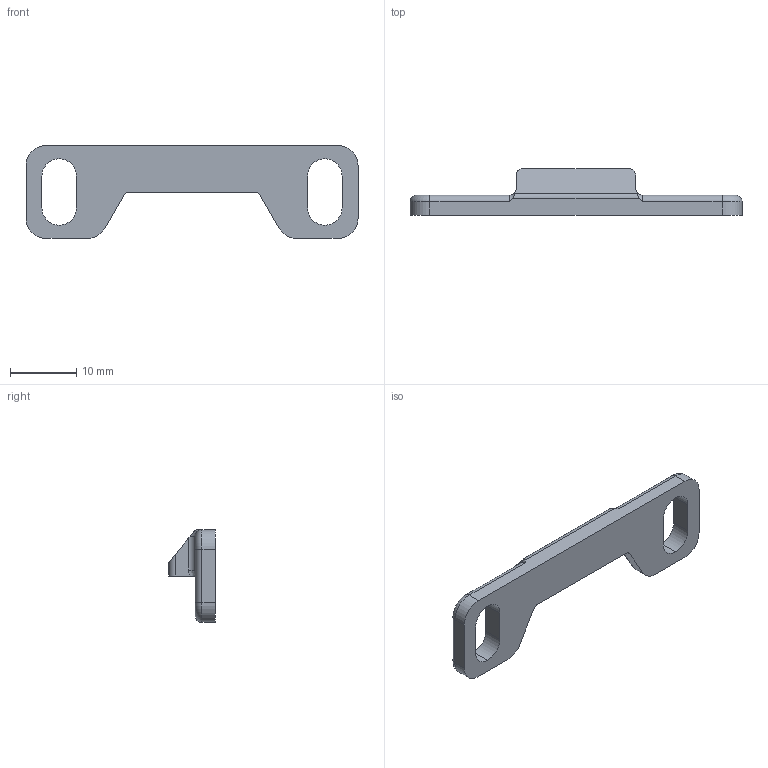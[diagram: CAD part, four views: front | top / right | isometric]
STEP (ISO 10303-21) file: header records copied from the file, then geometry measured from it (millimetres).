
FILE_DESCRIPTION (( 'STEP AP203' ), '1' );
FILE_NAME ('sone3D.STEP', '2013-11-29T01:51:12', ( '' ), ( '' ), 'SwSTEP 2.0', 'SolidWorks 2012', '' );
FILE_SCHEMA (( 'CONFIG_CONTROL_DESIGN' ));
Length unit declared in the file: millimetre
Products named in the file (1): sone3D
Bounding box: 50 x 7 x 14 mm (x, y, z)
Volume: 1599.7 mm3; surface area: 1493 mm2
Topology: 1 solids, 1 shells, 58 faces, 150 edges, 94 vertices
Faces by surface type: cylinder 27, plane 19, torus 10, bspline 2
Entity records: 1935 total; most frequent: CARTESIAN_POINT 433, DIRECTION 304, ORIENTED_EDGE 300, EDGE_CURVE 150, AXIS2_PLACEMENT_3D 115, VERTEX_POINT 94, VECTOR 74, LINE 74
